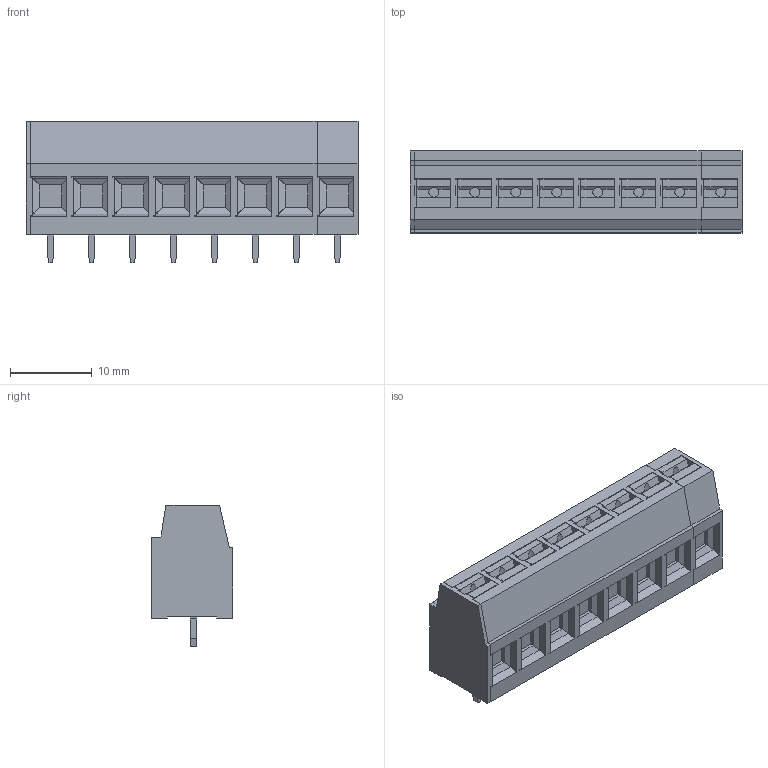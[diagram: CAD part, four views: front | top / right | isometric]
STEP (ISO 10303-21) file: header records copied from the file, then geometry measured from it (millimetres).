
FILE_DESCRIPTION(('CATIA V5 STEP Exchange','CAx-IF Rec.Pracs.--- Model Styling and Organization---1.4--- 2014-01-23'),'2;1');
FILE_NAME ('D1528867_0_2787400000_2787400000.stp','2022-04-27T13:01:29+00:00',('none'),('Weidmueller'),'CATIA Version 5-6 Release 2016 SP3 HF44','CATIA V5 STEP AP214','none');
FILE_SCHEMA(('AUTOMOTIVE_DESIGN { 1 0 10303 214 1 1 1 1 }'));
Length unit declared in the file: millimetre
Products named in the file (1): 2787400000
Bounding box: 40.5 x 10 x 17.3 mm (x, y, z)
Volume: 4798 mm3; surface area: 3664.4 mm2
Topology: 19 solids, 36 shells, 872 faces, 2380 edges, 1596 vertices
Faces by surface type: plane 805, cylinder 55, cone 12
Entity records: 25899 total; most frequent: CARTESIAN_POINT 5579, ORIENTED_EDGE 4760, DIRECTION 3197, EDGE_CURVE 2380, VECTOR 2131, LINE 2131, VERTEX_POINT 1596, EDGE_LOOP 904
